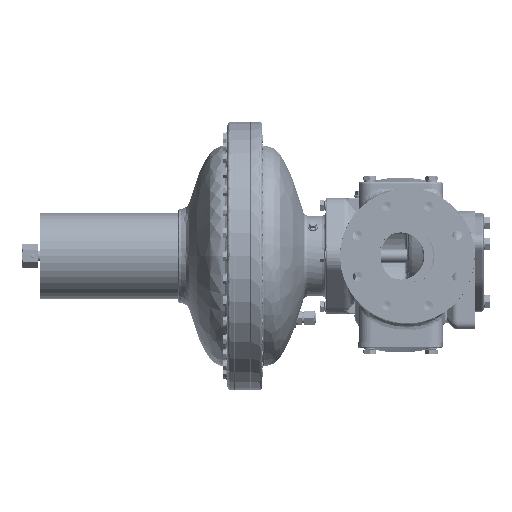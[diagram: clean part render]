
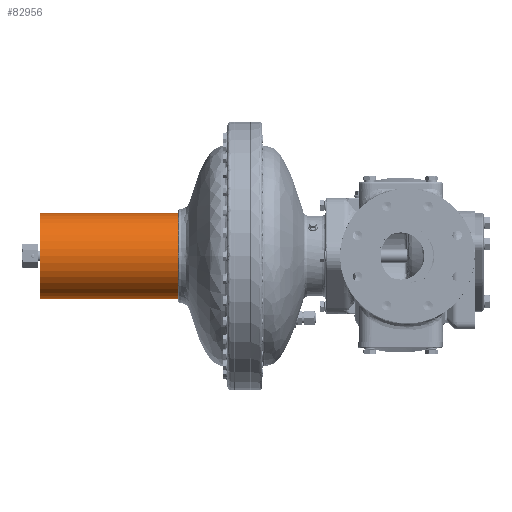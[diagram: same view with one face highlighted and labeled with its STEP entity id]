
A CAD part, left-side view. The second image highlights one B-rep face of the part: STEP entity #82956.
In plain terms, the highlighted cylindrical face has radius 63.5 mm (diameter 127 mm), a partial arc.
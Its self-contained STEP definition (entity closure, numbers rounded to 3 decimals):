
#2340 = ORIENTED_EDGE ( 'NONE', *, *, #138932, .T. ) ;
#4800 = DIRECTION ( 'NONE',  ( 0., -1., 0. ) ) ;
#14207 = CARTESIAN_POINT ( 'NONE',  ( 0., 545.28, 0. ) ) ;
#22452 = LINE ( 'NONE', #119467, #84414 ) ;
#27568 = DIRECTION ( 'NONE',  ( 0., 0., -1. ) ) ;
#28638 = EDGE_CURVE ( 'NONE', #169077, #116767, #22452, .T. ) ;
#29254 = CARTESIAN_POINT ( 'NONE',  ( 0., 340.28, 63.5 ) ) ;
#31229 = ORIENTED_EDGE ( 'NONE', *, *, #28638, .T. ) ;
#38709 = CYLINDRICAL_SURFACE ( 'NONE', #152276, 63.5 ) ;
#50165 = EDGE_LOOP ( 'NONE', ( #116202, #117046, #31229, #2340 ) ) ;
#56859 = VERTEX_POINT ( 'NONE', #29254 ) ;
#57384 = CARTESIAN_POINT ( 'NONE',  ( 0., 545.28, 0. ) ) ;
#60364 = AXIS2_PLACEMENT_3D ( 'NONE', #14207, #106348, #27568 ) ;
#66215 = CARTESIAN_POINT ( 'NONE',  ( 0., 340.28, 0. ) ) ;
#67165 = CARTESIAN_POINT ( 'NONE',  ( 0., 545.28, -63.5 ) ) ;
#73875 = FACE_OUTER_BOUND ( 'NONE', #50165, .T. ) ;
#77034 = CARTESIAN_POINT ( 'NONE',  ( 0., 340.28, -63.5 ) ) ;
#78272 = CARTESIAN_POINT ( 'NONE',  ( 0., 545.28, 63.5 ) ) ;
#79476 = DIRECTION ( 'NONE',  ( 0., 0., -1. ) ) ;
#82956 = ADVANCED_FACE ( 'NONE', ( #73875 ), #38709, .T. ) ;
#84414 = VECTOR ( 'NONE', #121887, 1000. ) ;
#86186 = CIRCLE ( 'NONE', #60364, 63.5 ) ;
#90305 = CARTESIAN_POINT ( 'NONE',  ( 0., 545.28, 63.5 ) ) ;
#97026 = DIRECTION ( 'NONE',  ( 0., 0., -1. ) ) ;
#99851 = LINE ( 'NONE', #90305, #165217 ) ;
#103250 = AXIS2_PLACEMENT_3D ( 'NONE', #66215, #157688, #79476 ) ;
#104682 = EDGE_CURVE ( 'NONE', #119852, #56859, #99851, .T. ) ;
#106348 = DIRECTION ( 'NONE',  ( 0., -1., 0. ) ) ;
#108994 = CIRCLE ( 'NONE', #103250, 63.5 ) ;
#116202 = ORIENTED_EDGE ( 'NONE', *, *, #104682, .F. ) ;
#116767 = VERTEX_POINT ( 'NONE', #77034 ) ;
#117046 = ORIENTED_EDGE ( 'NONE', *, *, #147723, .T. ) ;
#119467 = CARTESIAN_POINT ( 'NONE',  ( 0., 545.28, -63.5 ) ) ;
#119852 = VERTEX_POINT ( 'NONE', #78272 ) ;
#121887 = DIRECTION ( 'NONE',  ( 0., -1., 0. ) ) ;
#130229 = DIRECTION ( 'NONE',  ( 0., -1., 0. ) ) ;
#138932 = EDGE_CURVE ( 'NONE', #116767, #56859, #108994, .T. ) ;
#147723 = EDGE_CURVE ( 'NONE', #119852, #169077, #86186, .T. ) ;
#152276 = AXIS2_PLACEMENT_3D ( 'NONE', #57384, #4800, #97026 ) ;
#157688 = DIRECTION ( 'NONE',  ( 0., 1., 0. ) ) ;
#165217 = VECTOR ( 'NONE', #130229, 1000. ) ;
#169077 = VERTEX_POINT ( 'NONE', #67165 ) ;
